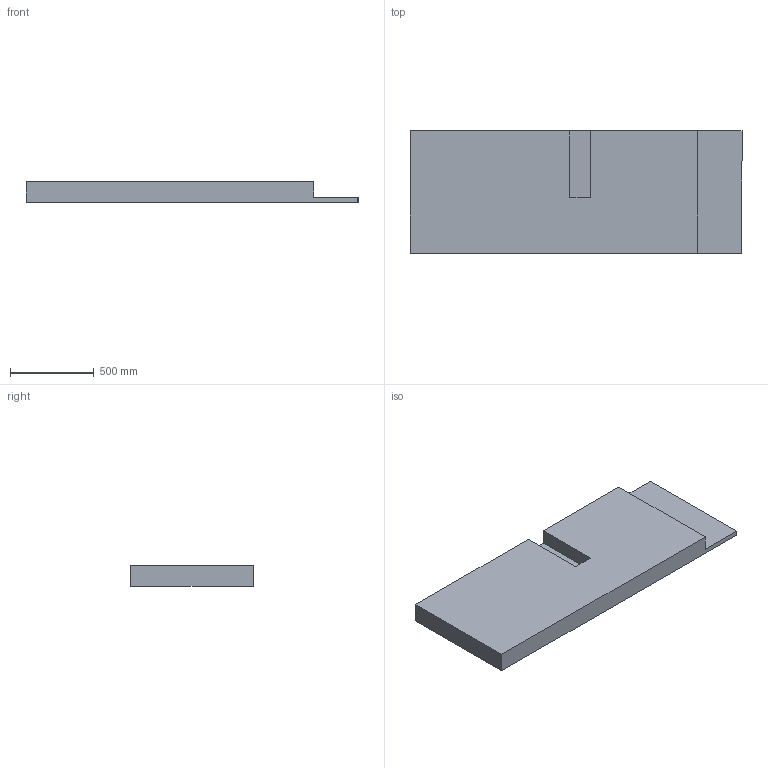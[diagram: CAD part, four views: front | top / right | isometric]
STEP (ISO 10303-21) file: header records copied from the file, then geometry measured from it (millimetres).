
FILE_DESCRIPTION (( 'STEP AP203' ), '1' );
FILE_NAME ('MS001-A.06.003SL.1.1湴紩蹬1.step', '2021-08-27T10:48:49', ( 'Windows User' ), ( 'P R C' ), 'SwSTEP 2.0', 'SolidWorks 2016', '' );
FILE_SCHEMA (( 'CONFIG_CONTROL_DESIGN' ));
Length unit declared in the file: millimetre
Products named in the file (1): MS001-A.06.003SL.1.1湴紩蹬1
Bounding box: 1985.1 x 730 x 120 mm (x, y, z)
Volume: 151977584.4 mm3; surface area: 3574144.7 mm2
Topology: 1 solids, 1 shells, 12 faces, 30 edges, 20 vertices
Faces by surface type: plane 12
Entity records: 431 total; most frequent: CARTESIAN_POINT 63, ORIENTED_EDGE 60, DIRECTION 56, EDGE_CURVE 30, VECTOR 30, LINE 30, VERTEX_POINT 20, AXIS2_PLACEMENT_3D 13
